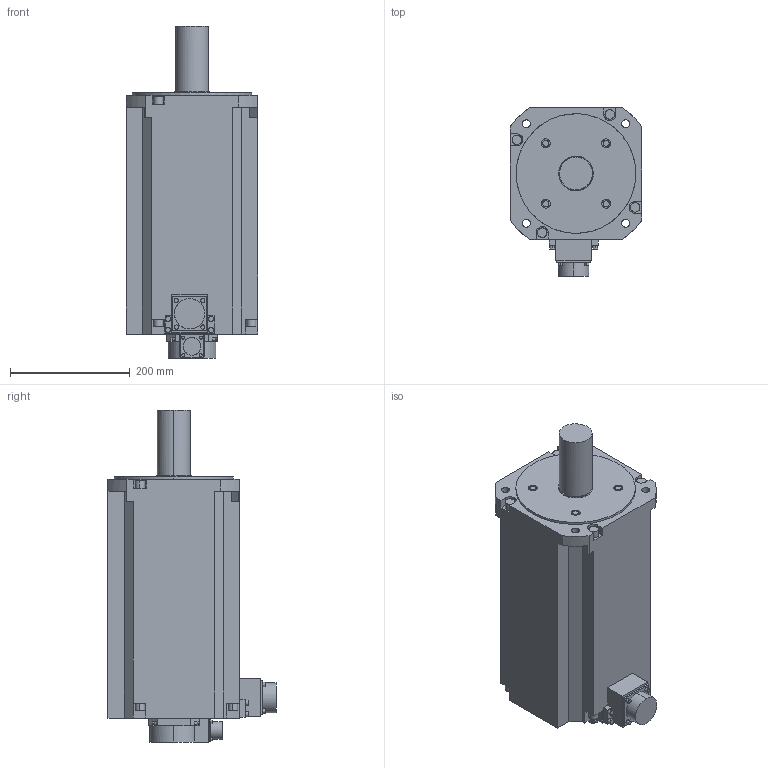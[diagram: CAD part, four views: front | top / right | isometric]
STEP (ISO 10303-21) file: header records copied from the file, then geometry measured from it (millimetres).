
FILE_DESCRIPTION (( 'STEP AP203' ), '1' );
FILE_NAME ('hf-jp15k1m_a.step', '2009-12-04T04:36:46', ( ' ' ), ( '' ), 'SwSTEP 2.0', 'SolidWorks 2006303', '' );
FILE_SCHEMA (( 'CONFIG_CONTROL_DESIGN' ));
Length unit declared in the file: millimetre
Products named in the file (1): hf-jp15k1m_a
Bounding box: 220 x 281.1 x 555.5 mm (x, y, z)
Volume: 17549473.6 mm3; surface area: 494863.4 mm2
Topology: 1 solids, 1 shells, 248 faces, 695 edges, 490 vertices
Faces by surface type: plane 148, cylinder 100
Entity records: 15385 total; most frequent: CARTESIAN_POINT 9309, ORIENTED_EDGE 1390, DIRECTION 957, EDGE_CURVE 695, VERTEX_POINT 490, VECTOR 399, LINE 399, EDGE_LOOP 297
